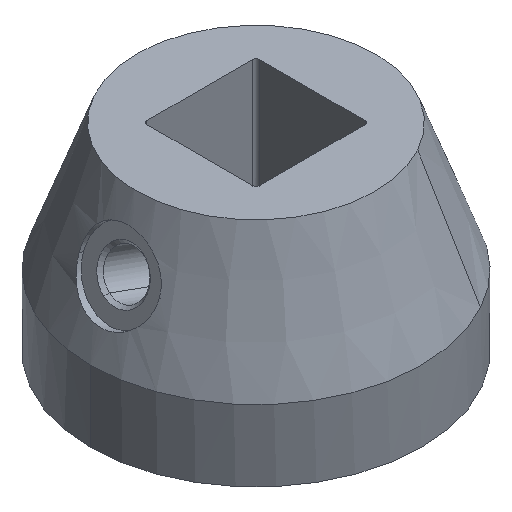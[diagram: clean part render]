
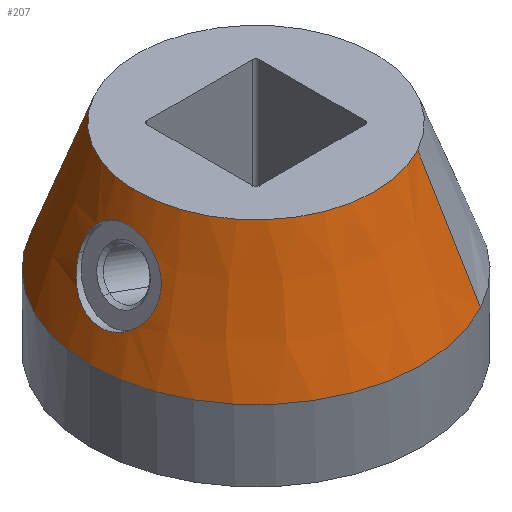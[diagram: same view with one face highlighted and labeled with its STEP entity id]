
A CAD part, isometric view. The second image highlights one B-rep face of the part: STEP entity #207.
In plain terms, the highlighted conical face has half-angle 20 degrees and reference radius 13.115 mm.
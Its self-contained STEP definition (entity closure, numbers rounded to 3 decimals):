
#52=CARTESIAN_POINT('Axis2P3D Location',(0.,0.,43.422)) ;
#63=CARTESIAN_POINT('Vertex',(11.986,-21.94,10.768)) ;
#70=CARTESIAN_POINT('Vertex',(-11.986,21.94,10.768)) ;
#73=CARTESIAN_POINT('Line Origine',(-9.528,17.441,24.851)) ;
#77=CARTESIAN_POINT('Vertex',(-8.63,15.796,30.)) ;
#84=CARTESIAN_POINT('Vertex',(8.63,-15.796,30.)) ;
#87=CARTESIAN_POINT('Line Origine',(9.528,-17.441,24.851)) ;
#100=CARTESIAN_POINT('Axis2P3D Location',(0.,0.,10.768)) ;
#104=CARTESIAN_POINT('Vertex',(-25.,0.,10.768)) ;
#107=CARTESIAN_POINT('Axis2P3D Location',(0.,0.,10.768)) ;
#112=CARTESIAN_POINT('Axis2P3D Location',(0.,0.,30.)) ;
#125=CARTESIAN_POINT('Control Point',(-20.654,6.05,20.324)) ;
#126=CARTESIAN_POINT('Control Point',(-20.743,6.05,20.09)) ;
#127=CARTESIAN_POINT('Control Point',(-20.831,6.037,19.868)) ;
#128=CARTESIAN_POINT('Control Point',(-20.916,6.014,19.662)) ;
#129=CARTESIAN_POINT('Control Point',(-21.113,5.939,19.197)) ;
#130=CARTESIAN_POINT('Control Point',(-21.29,5.831,18.808)) ;
#131=CARTESIAN_POINT('Control Point',(-21.388,5.76,18.598)) ;
#132=CARTESIAN_POINT('Control Point',(-21.621,5.568,18.115)) ;
#133=CARTESIAN_POINT('Control Point',(-21.826,5.348,17.716)) ;
#134=CARTESIAN_POINT('Control Point',(-21.941,5.209,17.499)) ;
#135=CARTESIAN_POINT('Control Point',(-22.371,4.634,16.705)) ;
#136=CARTESIAN_POINT('Control Point',(-22.7,3.987,16.157)) ;
#137=CARTESIAN_POINT('Control Point',(-22.906,3.485,15.822)) ;
#138=CARTESIAN_POINT('Control Point',(-23.272,2.342,15.243)) ;
#139=CARTESIAN_POINT('Control Point',(-23.458,1.147,14.965)) ;
#140=CARTESIAN_POINT('Control Point',(-23.509,0.489,14.889)) ;
#141=CARTESIAN_POINT('Control Point',(-23.508,-0.8,14.889)) ;
#142=CARTESIAN_POINT('Control Point',(-23.313,-2.071,15.185)) ;
#143=CARTESIAN_POINT('Control Point',(-23.17,-2.681,15.404)) ;
#144=CARTESIAN_POINT('Control Point',(-22.873,-3.607,15.868)) ;
#145=CARTESIAN_POINT('Control Point',(-22.442,-4.467,16.596)) ;
#146=CARTESIAN_POINT('Control Point',(-22.269,-4.763,16.897)) ;
#147=CARTESIAN_POINT('Control Point',(-21.961,-5.214,17.449)) ;
#148=CARTESIAN_POINT('Control Point',(-21.581,-5.605,18.196)) ;
#149=CARTESIAN_POINT('Control Point',(-21.429,-5.738,18.508)) ;
#150=CARTESIAN_POINT('Control Point',(-21.192,-5.909,19.011)) ;
#151=CARTESIAN_POINT('Control Point',(-20.916,-6.013,19.662)) ;
#152=CARTESIAN_POINT('Control Point',(-20.831,-6.037,19.867)) ;
#153=CARTESIAN_POINT('Control Point',(-20.743,-6.05,20.089)) ;
#154=CARTESIAN_POINT('Control Point',(-20.654,-6.05,20.324)) ;
#155=CARTESIAN_POINT('Vertex',(-20.654,-6.05,20.324)) ;
#157=CARTESIAN_POINT('Vertex',(-20.654,6.05,20.324)) ;
#161=CARTESIAN_POINT('Control Point',(-19.351,0.,26.288)) ;
#162=CARTESIAN_POINT('Control Point',(-19.351,0.579,26.288)) ;
#163=CARTESIAN_POINT('Control Point',(-19.356,1.158,26.216)) ;
#164=CARTESIAN_POINT('Control Point',(-19.365,1.738,26.071)) ;
#165=CARTESIAN_POINT('Control Point',(-19.389,2.645,25.726)) ;
#166=CARTESIAN_POINT('Control Point',(-19.458,3.567,25.114)) ;
#167=CARTESIAN_POINT('Control Point',(-19.49,3.897,24.856)) ;
#168=CARTESIAN_POINT('Control Point',(-19.558,4.424,24.373)) ;
#169=CARTESIAN_POINT('Control Point',(-19.684,4.957,23.687)) ;
#170=CARTESIAN_POINT('Control Point',(-19.742,5.152,23.399)) ;
#171=CARTESIAN_POINT('Control Point',(-19.842,5.424,22.94)) ;
#172=CARTESIAN_POINT('Control Point',(-20.004,5.678,22.324)) ;
#173=CARTESIAN_POINT('Control Point',(-20.054,5.746,22.141)) ;
#174=CARTESIAN_POINT('Control Point',(-20.179,5.885,21.705)) ;
#175=CARTESIAN_POINT('Control Point',(-20.342,5.991,21.193)) ;
#176=CARTESIAN_POINT('Control Point',(-20.444,6.032,20.892)) ;
#177=CARTESIAN_POINT('Control Point',(-20.55,6.05,20.599)) ;
#178=CARTESIAN_POINT('Control Point',(-20.654,6.05,20.324)) ;
#179=CARTESIAN_POINT('Vertex',(-19.351,0.,26.288)) ;
#183=CARTESIAN_POINT('Control Point',(-20.654,-6.05,20.324)) ;
#184=CARTESIAN_POINT('Control Point',(-20.55,-6.05,20.599)) ;
#185=CARTESIAN_POINT('Control Point',(-20.444,-6.032,20.892)) ;
#186=CARTESIAN_POINT('Control Point',(-20.342,-5.991,21.193)) ;
#187=CARTESIAN_POINT('Control Point',(-20.179,-5.885,21.705)) ;
#188=CARTESIAN_POINT('Control Point',(-20.054,-5.746,22.141)) ;
#189=CARTESIAN_POINT('Control Point',(-20.004,-5.678,22.324)) ;
#190=CARTESIAN_POINT('Control Point',(-19.842,-5.424,22.94)) ;
#191=CARTESIAN_POINT('Control Point',(-19.742,-5.152,23.399)) ;
#192=CARTESIAN_POINT('Control Point',(-19.684,-4.957,23.687)) ;
#193=CARTESIAN_POINT('Control Point',(-19.558,-4.424,24.373)) ;
#194=CARTESIAN_POINT('Control Point',(-19.49,-3.897,24.856)) ;
#195=CARTESIAN_POINT('Control Point',(-19.458,-3.567,25.114)) ;
#196=CARTESIAN_POINT('Control Point',(-19.389,-2.645,25.726)) ;
#197=CARTESIAN_POINT('Control Point',(-19.365,-1.738,26.071)) ;
#198=CARTESIAN_POINT('Control Point',(-19.356,-1.158,26.216)) ;
#199=CARTESIAN_POINT('Control Point',(-19.351,-0.579,26.288)) ;
#200=CARTESIAN_POINT('Control Point',(-19.351,0.,26.288)) ;
#53=DIRECTION('Axis2P3D Direction',(-0.,-0.,-1.)) ;
#54=DIRECTION('Axis2P3D XDirection',(-0.479,0.878,0.)) ;
#74=DIRECTION('Vector Direction',(-0.164,0.3,-0.94)) ;
#88=DIRECTION('Vector Direction',(0.164,-0.3,-0.94)) ;
#101=DIRECTION('Axis2P3D Direction',(0.,0.,-1.)) ;
#108=DIRECTION('Axis2P3D Direction',(0.,0.,-1.)) ;
#113=DIRECTION('Axis2P3D Direction',(0.,0.,-1.)) ;
#55=AXIS2_PLACEMENT_3D('Cone Axis2P3D',#52,#53,#54) ;
#102=AXIS2_PLACEMENT_3D('Circle Axis2P3D',#100,#101,$) ;
#109=AXIS2_PLACEMENT_3D('Circle Axis2P3D',#107,#108,$) ;
#114=AXIS2_PLACEMENT_3D('Circle Axis2P3D',#112,#113,$) ;
#118=ORIENTED_EDGE('',*,*,#106,.F.) ;
#119=ORIENTED_EDGE('',*,*,#111,.T.) ;
#120=ORIENTED_EDGE('',*,*,#91,.F.) ;
#121=ORIENTED_EDGE('',*,*,#116,.F.) ;
#122=ORIENTED_EDGE('',*,*,#79,.T.) ;
#203=ORIENTED_EDGE('',*,*,#159,.T.) ;
#204=ORIENTED_EDGE('',*,*,#181,.F.) ;
#205=ORIENTED_EDGE('',*,*,#201,.F.) ;
#206=FACE_BOUND('',#202,.T.) ;
#75=VECTOR('Line Direction',#74,1.) ;
#89=VECTOR('Line Direction',#88,1.) ;
#207=ADVANCED_FACE('PartBody',(#123,#206),#56,.T.) ;
#124=B_SPLINE_CURVE_WITH_KNOTS('',5,(#125,#126,#127,#128,#129,#130,#131,#132,#133,#134,#135,#136,#137,#138,#139,#140,#141,#142,#143,#144,#145,#146,#147,#148,#149,#150,#151,#152,#153,#154),.UNSPECIFIED.,.F.,.U.,(6,3,3,3,3,3,3,3,3,6),(0.,1.863,4.559,8.581,20.591,34.971,48.682,56.317,60.844,62.708),.UNSPECIFIED.) ;
#160=B_SPLINE_CURVE_WITH_KNOTS('',5,(#161,#162,#163,#164,#165,#166,#167,#168,#169,#170,#171,#172,#173,#174,#175,#176,#177,#178),.UNSPECIFIED.,.F.,.U.,(6,3,3,3,3,6),(32.585,47.822,56.232,61.138,62.987,65.171),.UNSPECIFIED.) ;
#182=B_SPLINE_CURVE_WITH_KNOTS('',5,(#183,#184,#185,#186,#187,#188,#189,#190,#191,#192,#193,#194,#195,#196,#197,#198,#199,#200),.UNSPECIFIED.,.F.,.U.,(6,3,3,3,3,6),(0.,2.184,4.033,8.939,17.349,32.585),.UNSPECIFIED.) ;
#103=CIRCLE('generated circle',#102,25.) ;
#110=CIRCLE('generated circle',#109,25.) ;
#115=CIRCLE('generated circle',#114,18.) ;
#56=CONICAL_SURFACE('Cone',#55,13.115,0.349) ;
#79=EDGE_CURVE('',#78,#71,#76,.T.) ;
#91=EDGE_CURVE('',#85,#64,#90,.T.) ;
#106=EDGE_CURVE('',#105,#71,#103,.T.) ;
#111=EDGE_CURVE('',#105,#64,#110,.F.) ;
#116=EDGE_CURVE('',#78,#85,#115,.F.) ;
#159=EDGE_CURVE('',#156,#158,#124,.F.) ;
#181=EDGE_CURVE('',#180,#158,#160,.T.) ;
#201=EDGE_CURVE('',#156,#180,#182,.T.) ;
#117=EDGE_LOOP('',(#118,#119,#120,#121,#122)) ;
#202=EDGE_LOOP('',(#203,#204,#205)) ;
#123=FACE_OUTER_BOUND('',#117,.T.) ;
#76=LINE('Line',#73,#75) ;
#90=LINE('Line',#87,#89) ;
#64=VERTEX_POINT('',#63) ;
#71=VERTEX_POINT('',#70) ;
#78=VERTEX_POINT('',#77) ;
#85=VERTEX_POINT('',#84) ;
#105=VERTEX_POINT('',#104) ;
#156=VERTEX_POINT('',#155) ;
#158=VERTEX_POINT('',#157) ;
#180=VERTEX_POINT('',#179) ;
